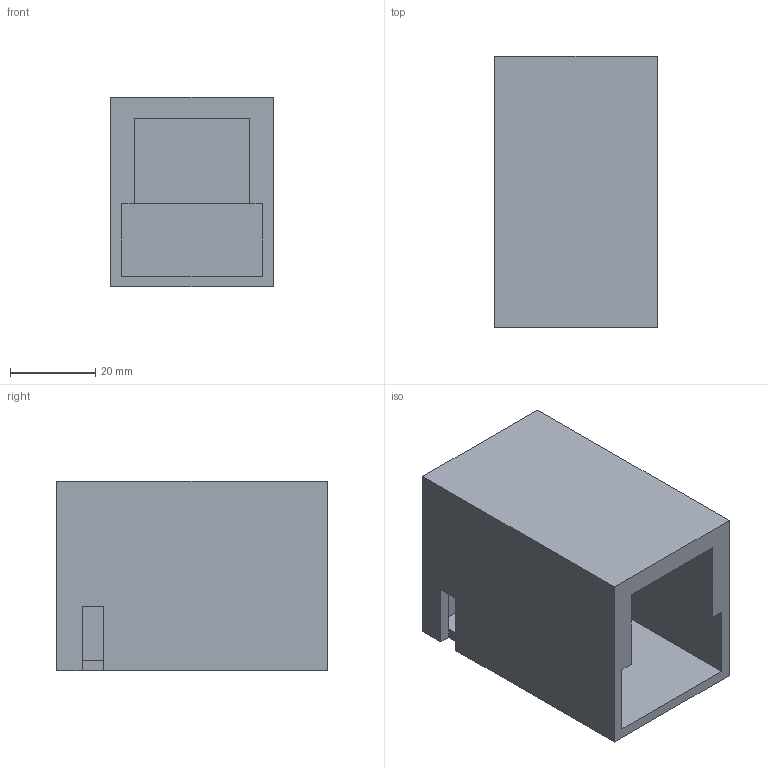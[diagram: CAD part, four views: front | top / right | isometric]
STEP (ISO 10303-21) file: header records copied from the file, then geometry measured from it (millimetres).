
FILE_DESCRIPTION(('FreeCAD Model'),'2;1');
FILE_NAME('Open CASCADE Shape Model','2026-01-01T22:21:31',('Author'),( ''),'Open CASCADE STEP processor 7.7','FreeCAD','Unknown');
FILE_SCHEMA(('AUTOMOTIVE_DESIGN { 1 0 10303 214 1 1 1 1 }'));
Length unit declared in the file: millimetre
Products named in the file (1): Body
Bounding box: 38.1 x 63.5 x 44.5 mm (x, y, z)
Volume: 43281.3 mm3; surface area: 22150.7 mm2
Topology: 1 solids, 1 shells, 19 faces, 52 edges, 34 vertices
Faces by surface type: plane 19
Entity records: 616 total; most frequent: CARTESIAN_POINT 106, ORIENTED_EDGE 104, DIRECTION 92, EDGE_CURVE 52, LINE 52, VECTOR 52, VERTEX_POINT 34, AXIS2_PLACEMENT_3D 20
